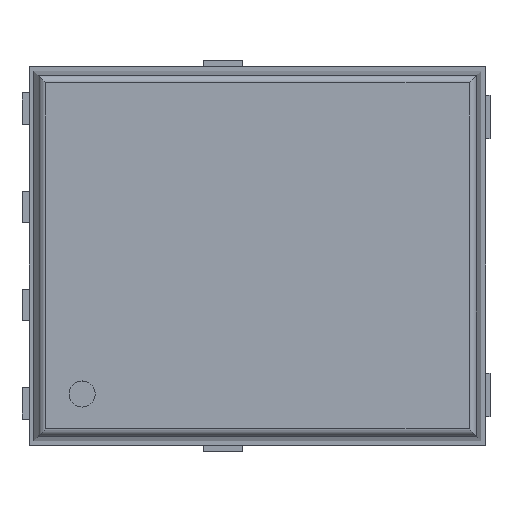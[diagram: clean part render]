
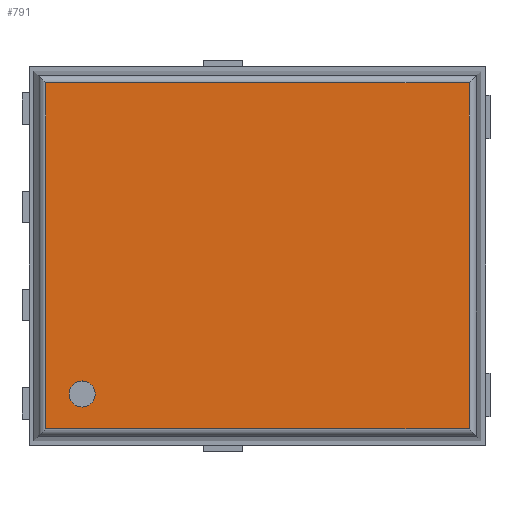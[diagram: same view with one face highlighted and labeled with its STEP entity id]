
A CAD part, top view. The second image highlights one B-rep face of the part: STEP entity #791.
In plain terms, the highlighted planar face has unit normal (0, 0, 1).
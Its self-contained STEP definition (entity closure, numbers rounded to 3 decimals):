
#791 = ADVANCED_FACE('',(#792,#803),#837,.T.);
#792 = FACE_BOUND('',#793,.T.);
#793 = EDGE_LOOP('',(#794));
#794 = ORIENTED_EDGE('',*,*,#795,.T.);
#795 = EDGE_CURVE('',#796,#796,#798,.T.);
#796 = VERTEX_POINT('',#797);
#797 = CARTESIAN_POINT('',(-2.267,-1.618,1.05));
#798 = CIRCLE('',#799,0.168);
#799 = AXIS2_PLACEMENT_3D('',#800,#801,#802);
#800 = CARTESIAN_POINT('',(-2.267,-1.786,1.05));
#801 = DIRECTION('',(-0.,0.,-1.));
#802 = DIRECTION('',(0.,1.,0.));
#803 = FACE_BOUND('',#804,.T.);
#804 = EDGE_LOOP('',(#805,#815,#823,#831));
#805 = ORIENTED_EDGE('',*,*,#806,.F.);
#806 = EDGE_CURVE('',#807,#809,#811,.T.);
#807 = VERTEX_POINT('',#808);
#808 = CARTESIAN_POINT('',(-2.737,2.237,1.05));
#809 = VERTEX_POINT('',#810);
#810 = CARTESIAN_POINT('',(2.737,2.237,1.05));
#811 = LINE('',#812,#813);
#812 = CARTESIAN_POINT('',(-2.684,2.237,1.05));
#813 = VECTOR('',#814,1.);
#814 = DIRECTION('',(1.,0.,0.));
#815 = ORIENTED_EDGE('',*,*,#816,.F.);
#816 = EDGE_CURVE('',#817,#807,#819,.T.);
#817 = VERTEX_POINT('',#818);
#818 = CARTESIAN_POINT('',(-2.737,-2.237,1.05));
#819 = LINE('',#820,#821);
#820 = CARTESIAN_POINT('',(-2.737,-2.184,1.05));
#821 = VECTOR('',#822,1.);
#822 = DIRECTION('',(0.,1.,0.));
#823 = ORIENTED_EDGE('',*,*,#824,.F.);
#824 = EDGE_CURVE('',#825,#817,#827,.T.);
#825 = VERTEX_POINT('',#826);
#826 = CARTESIAN_POINT('',(2.737,-2.237,1.05));
#827 = LINE('',#828,#829);
#828 = CARTESIAN_POINT('',(2.684,-2.237,1.05));
#829 = VECTOR('',#830,1.);
#830 = DIRECTION('',(-1.,0.,0.));
#831 = ORIENTED_EDGE('',*,*,#832,.F.);
#832 = EDGE_CURVE('',#809,#825,#833,.T.);
#833 = LINE('',#834,#835);
#834 = CARTESIAN_POINT('',(2.737,2.184,1.05));
#835 = VECTOR('',#836,1.);
#836 = DIRECTION('',(0.,-1.,0.));
#837 = PLANE('',#838);
#838 = AXIS2_PLACEMENT_3D('',#839,#840,#841);
#839 = CARTESIAN_POINT('',(0.,0.,1.05));
#840 = DIRECTION('',(0.,0.,1.));
#841 = DIRECTION('',(0.,1.,0.));
